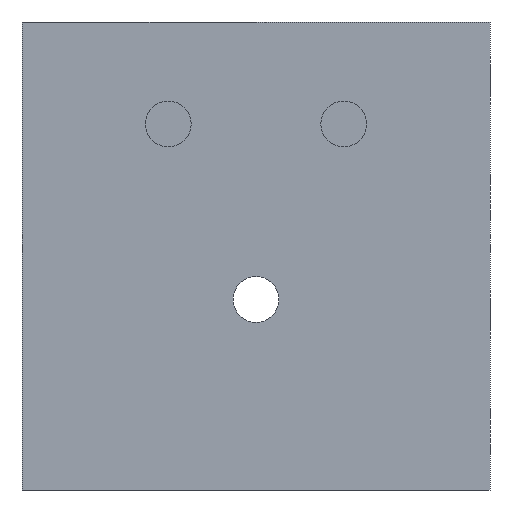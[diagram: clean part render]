
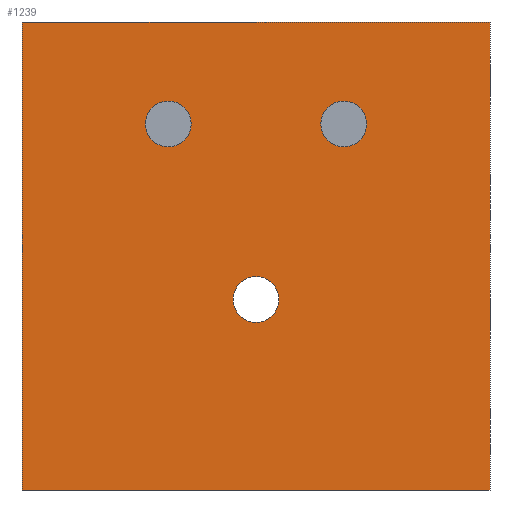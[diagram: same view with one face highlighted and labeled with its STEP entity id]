
A CAD part, front view. The second image highlights one B-rep face of the part: STEP entity #1239.
In plain terms, the highlighted planar face has unit normal (0, -1, 0).
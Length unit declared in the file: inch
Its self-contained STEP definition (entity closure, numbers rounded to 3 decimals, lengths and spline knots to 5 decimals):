
#21 = FACE_BOUND ( 'NONE', #735, .T. ) ;
#28 = CARTESIAN_POINT ( 'NONE',  ( -1., 7.5, -4. ) ) ;
#38 = DIRECTION ( 'NONE',  ( 0., 0., 1. ) ) ;
#71 = CARTESIAN_POINT ( 'NONE',  ( -1., 7.5, -2. ) ) ;
#80 = CARTESIAN_POINT ( 'NONE',  ( -1., 7.5, -4. ) ) ;
#85 = CARTESIAN_POINT ( 'NONE',  ( -0.375, 7.5, -2.43583 ) ) ;
#97 = VERTEX_POINT ( 'NONE', #581 ) ;
#113 = VERTEX_POINT ( 'NONE', #385 ) ;
#143 = CIRCLE ( 'NONE', #327, 0.098 ) ;
#146 = PLANE ( 'NONE',  #1036 ) ;
#154 = ORIENTED_EDGE ( 'NONE', *, *, #660, .F. ) ;
#156 = DIRECTION ( 'NONE',  ( 0., 0., 1. ) ) ;
#176 = DIRECTION ( 'NONE',  ( 0., -1., 0. ) ) ;
#192 = CARTESIAN_POINT ( 'NONE',  ( 0., 7.5, -3.28383 ) ) ;
#201 = DIRECTION ( 'NONE',  ( 0., 0., 1. ) ) ;
#252 = DIRECTION ( 'NONE',  ( 0., 1., 0. ) ) ;
#277 = VERTEX_POINT ( 'NONE', #192 ) ;
#289 = EDGE_CURVE ( 'NONE', #552, #953, #313, .T. ) ;
#292 = CARTESIAN_POINT ( 'NONE',  ( 0.375, 7.5, -2.33783 ) ) ;
#303 = ORIENTED_EDGE ( 'NONE', *, *, #289, .F. ) ;
#304 = AXIS2_PLACEMENT_3D ( 'NONE', #343, #1191, #976 ) ;
#313 = LINE ( 'NONE', #431, #367 ) ;
#315 = VERTEX_POINT ( 'NONE', #292 ) ;
#327 = AXIS2_PLACEMENT_3D ( 'NONE', #495, #609, #1343 ) ;
#333 = FACE_BOUND ( 'NONE', #389, .T. ) ;
#343 = CARTESIAN_POINT ( 'NONE',  ( -0.375, 7.5, -2.43583 ) ) ;
#367 = VECTOR ( 'NONE', #1034, 39.37008 ) ;
#381 = EDGE_CURVE ( 'NONE', #1381, #277, #560, .T. ) ;
#385 = CARTESIAN_POINT ( 'NONE',  ( 1., 7.5, -4. ) ) ;
#388 = CARTESIAN_POINT ( 'NONE',  ( 1., 7.5, -2. ) ) ;
#389 = EDGE_LOOP ( 'NONE', ( #812, #650 ) ) ;
#392 = AXIS2_PLACEMENT_3D ( 'NONE', #85, #738, #201 ) ;
#412 = EDGE_LOOP ( 'NONE', ( #1111, #154, #303, #1274 ) ) ;
#430 = CARTESIAN_POINT ( 'NONE',  ( 1., 7.5, -2. ) ) ;
#431 = CARTESIAN_POINT ( 'NONE',  ( -1., 7.5, -2. ) ) ;
#445 = CARTESIAN_POINT ( 'NONE',  ( 0.375, 7.5, -2.43583 ) ) ;
#460 = FACE_BOUND ( 'NONE', #713, .T. ) ;
#469 = DIRECTION ( 'NONE',  ( 0., 0., -1. ) ) ;
#470 = EDGE_CURVE ( 'NONE', #97, #315, #975, .T. ) ;
#492 = CARTESIAN_POINT ( 'NONE',  ( 0., 7.5, -3.08783 ) ) ;
#495 = CARTESIAN_POINT ( 'NONE',  ( 0.375, 7.5, -2.43583 ) ) ;
#552 = VERTEX_POINT ( 'NONE', #705 ) ;
#560 = CIRCLE ( 'NONE', #1291, 0.098 ) ;
#564 = DIRECTION ( 'NONE',  ( 0., -1., 0. ) ) ;
#567 = CIRCLE ( 'NONE', #1344, 0.098 ) ;
#569 = VECTOR ( 'NONE', #469, 39.37008 ) ;
#578 = EDGE_CURVE ( 'NONE', #277, #1381, #567, .T. ) ;
#581 = CARTESIAN_POINT ( 'NONE',  ( 0.375, 7.5, -2.53383 ) ) ;
#609 = DIRECTION ( 'NONE',  ( 0., -1., 0. ) ) ;
#627 = ORIENTED_EDGE ( 'NONE', *, *, #822, .F. ) ;
#650 = ORIENTED_EDGE ( 'NONE', *, *, #578, .F. ) ;
#655 = CARTESIAN_POINT ( 'NONE',  ( -1., 7.5, -2. ) ) ;
#660 = EDGE_CURVE ( 'NONE', #953, #113, #1338, .T. ) ;
#672 = CIRCLE ( 'NONE', #392, 0.098 ) ;
#705 = CARTESIAN_POINT ( 'NONE',  ( -1., 7.5, -2. ) ) ;
#713 = EDGE_LOOP ( 'NONE', ( #1353, #1360 ) ) ;
#714 = CARTESIAN_POINT ( 'NONE',  ( 0., 7.5, -3.18583 ) ) ;
#733 = DIRECTION ( 'NONE',  ( 0., 0., 1. ) ) ;
#735 = EDGE_LOOP ( 'NONE', ( #627, #916 ) ) ;
#738 = DIRECTION ( 'NONE',  ( 0., -1., 0. ) ) ;
#776 = EDGE_CURVE ( 'NONE', #552, #824, #939, .T. ) ;
#788 = DIRECTION ( 'NONE',  ( 0., 0., 1. ) ) ;
#811 = DIRECTION ( 'NONE',  ( 0., -1., 0. ) ) ;
#812 = ORIENTED_EDGE ( 'NONE', *, *, #381, .F. ) ;
#822 = EDGE_CURVE ( 'NONE', #315, #97, #143, .T. ) ;
#824 = VERTEX_POINT ( 'NONE', #80 ) ;
#826 = VECTOR ( 'NONE', #1089, 39.37008 ) ;
#872 = VERTEX_POINT ( 'NONE', #1092 ) ;
#874 = LINE ( 'NONE', #28, #826 ) ;
#884 = EDGE_CURVE ( 'NONE', #872, #1380, #1041, .T. ) ;
#916 = ORIENTED_EDGE ( 'NONE', *, *, #470, .F. ) ;
#926 = DIRECTION ( 'NONE',  ( 0., 0., -1. ) ) ;
#930 = AXIS2_PLACEMENT_3D ( 'NONE', #445, #564, #788 ) ;
#939 = LINE ( 'NONE', #71, #1298 ) ;
#953 = VERTEX_POINT ( 'NONE', #430 ) ;
#975 = CIRCLE ( 'NONE', #930, 0.098 ) ;
#976 = DIRECTION ( 'NONE',  ( 0., 0., 1. ) ) ;
#1034 = DIRECTION ( 'NONE',  ( 1., 0., 0. ) ) ;
#1036 = AXIS2_PLACEMENT_3D ( 'NONE', #655, #252, #38 ) ;
#1041 = CIRCLE ( 'NONE', #304, 0.098 ) ;
#1089 = DIRECTION ( 'NONE',  ( 1., 0., 0. ) ) ;
#1092 = CARTESIAN_POINT ( 'NONE',  ( -0.375, 7.5, -2.33783 ) ) ;
#1111 = ORIENTED_EDGE ( 'NONE', *, *, #1215, .T. ) ;
#1127 = CARTESIAN_POINT ( 'NONE',  ( -0.375, 7.5, -2.53383 ) ) ;
#1128 = CARTESIAN_POINT ( 'NONE',  ( 0., 7.5, -3.18583 ) ) ;
#1129 = EDGE_CURVE ( 'NONE', #1380, #872, #672, .T. ) ;
#1191 = DIRECTION ( 'NONE',  ( 0., -1., 0. ) ) ;
#1215 = EDGE_CURVE ( 'NONE', #824, #113, #874, .T. ) ;
#1239 = ADVANCED_FACE ( 'NONE', ( #333, #21, #460, #1294 ), #146, .F. ) ;
#1274 = ORIENTED_EDGE ( 'NONE', *, *, #776, .T. ) ;
#1291 = AXIS2_PLACEMENT_3D ( 'NONE', #714, #176, #733 ) ;
#1294 = FACE_OUTER_BOUND ( 'NONE', #412, .T. ) ;
#1298 = VECTOR ( 'NONE', #926, 39.37008 ) ;
#1338 = LINE ( 'NONE', #388, #569 ) ;
#1343 = DIRECTION ( 'NONE',  ( 0., 0., 1. ) ) ;
#1344 = AXIS2_PLACEMENT_3D ( 'NONE', #1128, #811, #156 ) ;
#1353 = ORIENTED_EDGE ( 'NONE', *, *, #884, .F. ) ;
#1360 = ORIENTED_EDGE ( 'NONE', *, *, #1129, .F. ) ;
#1380 = VERTEX_POINT ( 'NONE', #1127 ) ;
#1381 = VERTEX_POINT ( 'NONE', #492 ) ;
